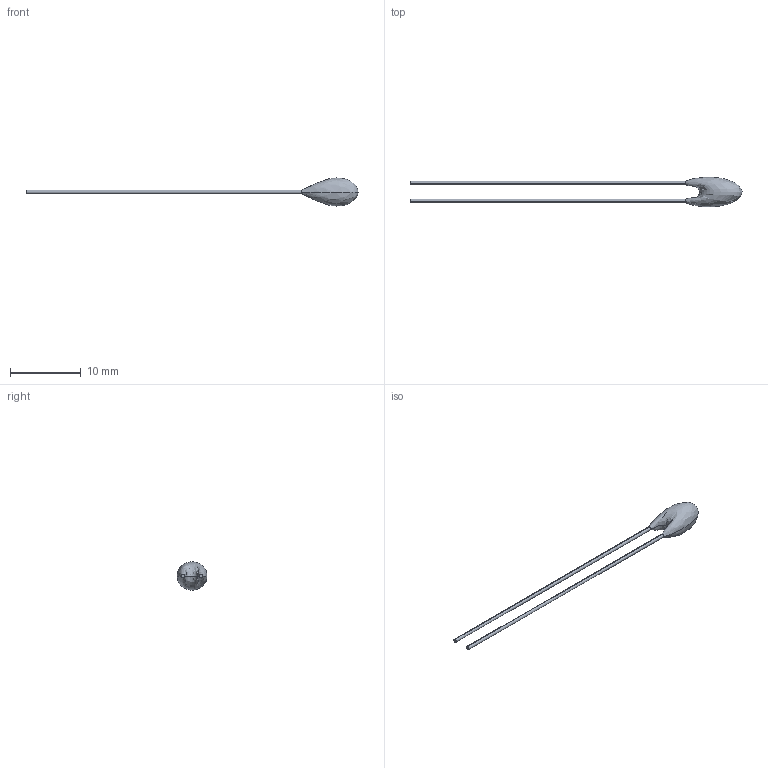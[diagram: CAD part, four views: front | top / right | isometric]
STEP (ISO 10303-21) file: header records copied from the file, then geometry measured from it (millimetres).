
FILE_DESCRIPTION (( 'STEP AP214' ), '1' );
FILE_NAME ('NTCLE203E3202SB0.STEP', '2018-05-31T12:11:06', ( '' ), ( '' ), 'SwSTEP 2.0', 'SolidWorks 2018', '' );
FILE_SCHEMA (( 'AUTOMOTIVE_DESIGN' ));
Length unit declared in the file: millimetre
Products named in the file (1): NTCLE203E3202SB0
Bounding box: 47 x 4.19 x 4 mm (x, y, z)
Volume: 78.5 mm3; surface area: 212 mm2
Topology: 1 solids, 1 shells, 8 faces, 18 edges, 12 vertices
Faces by surface type: cylinder 4, bspline 2, plane 2
Entity records: 1200 total; most frequent: CARTESIAN_POINT 893, DIRECTION 42, ORIENTED_EDGE 36, AXIS2_PLACEMENT_3D 19, EDGE_CURVE 18, CIRCLE 12, VERTEX_POINT 12, UNCERTAINTY_MEASURE_WITH_UNIT 11
